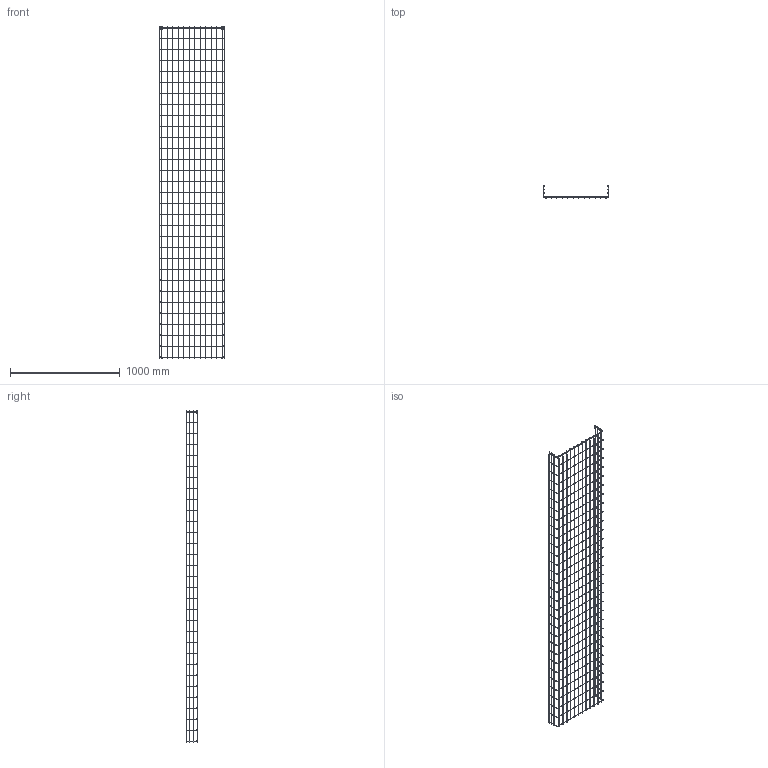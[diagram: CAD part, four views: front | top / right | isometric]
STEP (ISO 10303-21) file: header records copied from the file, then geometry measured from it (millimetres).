
FILE_DESCRIPTION((''),'2;1');
FILE_NAME('6002417_ASM','2012-07-13T',('AndreasKeweloh'),(''),'PRO/ENGINEER BY PARAMETRIC TECHNOLOGY CORPORATION, 2012130','PRO/ENGINEER BY PARAMETRIC TECHNOLOGY CORPORATION, 2012130','');
FILE_SCHEMA(('CONFIG_CONTROL_DESIGN'));
Length unit declared in the file: millimetre
Products named in the file (4): GRM_D38_U600X105; GRM_D38_U600X105_MUFFE; GRM_D38XL3024; 6002417_ASM
Assembly tree (50 placements, depth 2):
  6002417_ASM
    GRM_D38_U600X105  x30
    GRM_D38_U600X105_MUFFE  x2
    GRM_D38XL3024  x18
Bounding box: 600 x 108 x 3024.29 mm (x, y, z)
Volume: 904678.8 mm3; surface area: 953471.8 mm2
Topology: 50 solids, 50 shells, 708 faces, 1316 edges, 708 vertices
Faces by surface type: cylinder 372, torus 236, plane 100
Entity records: 1554 total; most frequent: DIRECTION 318, CARTESIAN_POINT 260, ORIENTED_EDGE 156, AXIS2_PLACEMENT_3D 148, EDGE_CURVE 78, PRODUCT_DEFINITION_SHAPE 54, CIRCLE 52, ITEM_DEFINED_TRANSFORMATION 50
